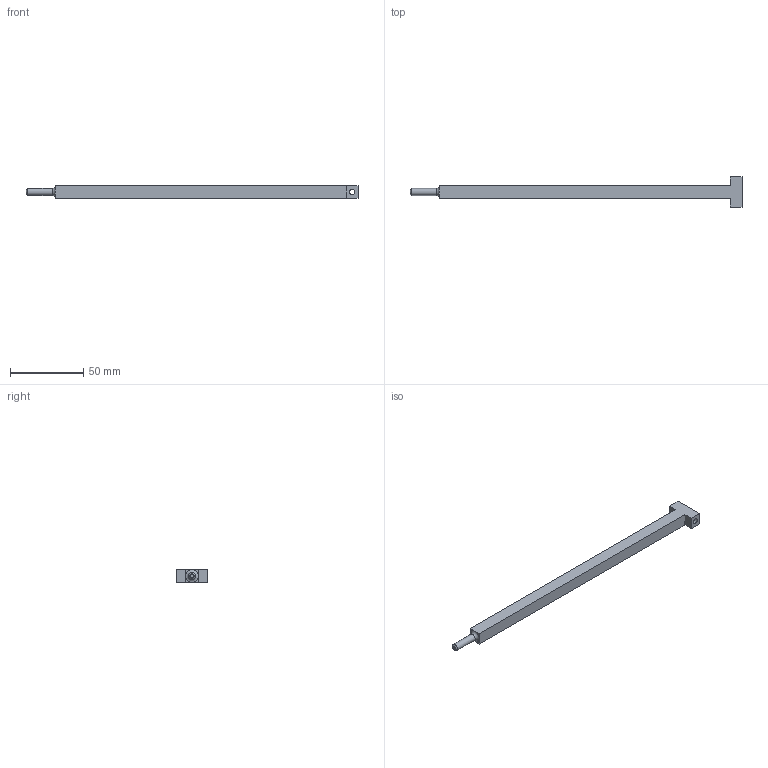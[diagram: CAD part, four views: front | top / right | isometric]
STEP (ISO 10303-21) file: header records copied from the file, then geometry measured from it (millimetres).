
FILE_DESCRIPTION(/* description */ (''),/* implementation_level */ '2;1');
FILE_NAME(/* name */ 'grabber_axe v6 v7.step',/* time_stamp */ '2025-06-16T07:30:41+02:00',/* author */ (''),/* organization */ (''),/* preprocessor_version */ 'ST-DEVELOPER v20.1',/* originating_system */ 'Autodesk Translation Framework v14.10.0.0',/* authorisation */ '');
FILE_SCHEMA (('AUTOMOTIVE_DESIGN { 1 0 10303 214 3 1 1 }'));
Length unit declared in the file: millimetre
Products named in the file (1): grabber_axe v6
Bounding box: 227 x 20.7 x 8.7 mm (x, y, z)
Volume: 16573.8 mm3; surface area: 8298.2 mm2
Topology: 1 solids, 1 shells, 25 faces, 66 edges, 43 vertices
Faces by surface type: plane 18, cylinder 4, cone 2, torus 1
Full cylindrical faces by diameter (mm): 3.8 x2, 4.8 x1
Entity records: 919 total; most frequent: CARTESIAN_POINT 263, ORIENTED_EDGE 132, DIRECTION 123, EDGE_CURVE 66, VERTEX_POINT 43, AXIS2_PLACEMENT_3D 42, LINE 39, VECTOR 39
